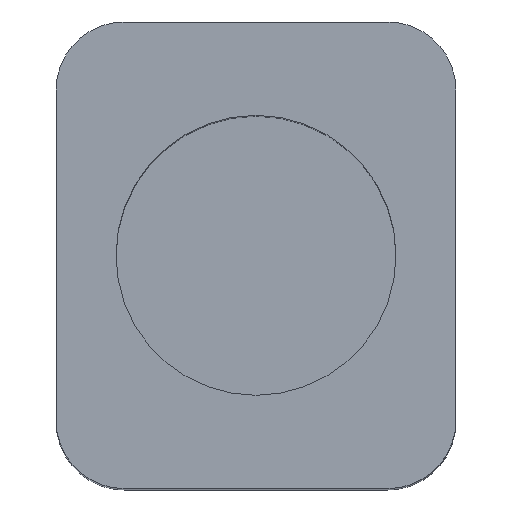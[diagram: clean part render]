
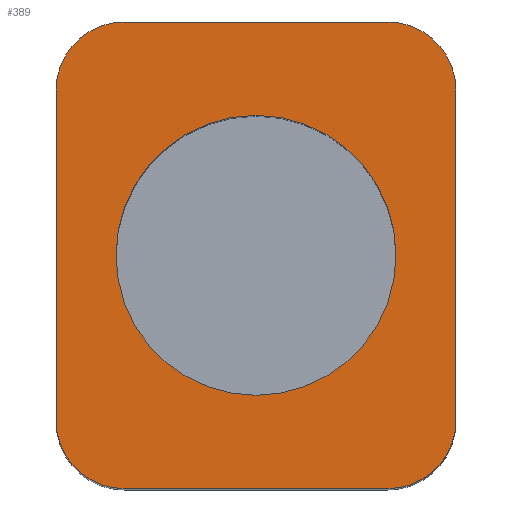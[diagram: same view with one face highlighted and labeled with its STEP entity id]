
A CAD part, top view. The second image highlights one B-rep face of the part: STEP entity #389.
In plain terms, the highlighted planar face has unit normal (0, 0, 1).
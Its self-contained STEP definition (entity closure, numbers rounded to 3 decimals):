
#3 = CIRCLE ( 'NONE', #240, 2.1 ) ;
#4 = DIRECTION ( 'NONE',  ( 1., 0., 0. ) ) ;
#8 = CARTESIAN_POINT ( 'NONE',  ( 6., 1.021, 12. ) ) ;
#13 = CARTESIAN_POINT ( 'NONE',  ( 0., 1.021, 12. ) ) ;
#17 = CARTESIAN_POINT ( 'NONE',  ( 4.979, 7., 12. ) ) ;
#21 = DIRECTION ( 'NONE',  ( 1., 0., 0. ) ) ;
#36 = VERTEX_POINT ( 'NONE', #75 ) ;
#38 = DIRECTION ( 'NONE',  ( 0., 0., 1. ) ) ;
#40 = EDGE_CURVE ( 'NONE', #261, #326, #177, .T. ) ;
#46 = LINE ( 'NONE', #185, #47 ) ;
#47 = VECTOR ( 'NONE', #314, 1000. ) ;
#48 = VECTOR ( 'NONE', #115, 1000. ) ;
#54 = CIRCLE ( 'NONE', #141, 2.1 ) ;
#55 = DIRECTION ( 'NONE',  ( 0., 0., 1. ) ) ;
#56 = EDGE_LOOP ( 'NONE', ( #297, #64 ) ) ;
#59 = CARTESIAN_POINT ( 'NONE',  ( 1.021, 5.979, 12. ) ) ;
#64 = ORIENTED_EDGE ( 'NONE', *, *, #298, .F. ) ;
#66 = AXIS2_PLACEMENT_3D ( 'NONE', #109, #249, #363 ) ;
#71 = CARTESIAN_POINT ( 'NONE',  ( 4.979, 5.979, 12. ) ) ;
#72 = AXIS2_PLACEMENT_3D ( 'NONE', #361, #174, #102 ) ;
#73 = DIRECTION ( 'NONE',  ( 0., 0., 1. ) ) ;
#75 = CARTESIAN_POINT ( 'NONE',  ( 0., 5.979, 12. ) ) ;
#77 = LINE ( 'NONE', #211, #48 ) ;
#84 = AXIS2_PLACEMENT_3D ( 'NONE', #59, #127, #356 ) ;
#86 = LINE ( 'NONE', #399, #133 ) ;
#89 = EDGE_CURVE ( 'NONE', #205, #192, #391, .T. ) ;
#94 = EDGE_CURVE ( 'NONE', #259, #261, #119, .T. ) ;
#97 = ORIENTED_EDGE ( 'NONE', *, *, #94, .T. ) ;
#100 = ORIENTED_EDGE ( 'NONE', *, *, #89, .T. ) ;
#102 = DIRECTION ( 'NONE',  ( -1., 0., 0. ) ) ;
#106 = EDGE_CURVE ( 'NONE', #226, #284, #54, .T. ) ;
#109 = CARTESIAN_POINT ( 'NONE',  ( 1.021, 1.021, 12. ) ) ;
#112 = CIRCLE ( 'NONE', #269, 1.021 ) ;
#115 = DIRECTION ( 'NONE',  ( 0., -1., 0. ) ) ;
#119 = CIRCLE ( 'NONE', #189, 1.021 ) ;
#127 = DIRECTION ( 'NONE',  ( 0., 0., 1. ) ) ;
#133 = VECTOR ( 'NONE', #21, 1000. ) ;
#138 = DIRECTION ( 'NONE',  ( -1., 0., 0. ) ) ;
#141 = AXIS2_PLACEMENT_3D ( 'NONE', #331, #38, #299 ) ;
#145 = CARTESIAN_POINT ( 'NONE',  ( 1.021, 7., 12. ) ) ;
#148 = VECTOR ( 'NONE', #138, 1000. ) ;
#150 = PLANE ( 'NONE',  #66 ) ;
#151 = CARTESIAN_POINT ( 'NONE',  ( 5.1, 3.5, 12. ) ) ;
#160 = VERTEX_POINT ( 'NONE', #278 ) ;
#167 = EDGE_CURVE ( 'NONE', #160, #205, #86, .T. ) ;
#174 = DIRECTION ( 'NONE',  ( 0., 0., 1. ) ) ;
#177 = LINE ( 'NONE', #145, #148 ) ;
#182 = CARTESIAN_POINT ( 'NONE',  ( 6., 5.979, 12. ) ) ;
#185 = CARTESIAN_POINT ( 'NONE',  ( 6., 1.021, 12. ) ) ;
#187 = FACE_OUTER_BOUND ( 'NONE', #352, .T. ) ;
#189 = AXIS2_PLACEMENT_3D ( 'NONE', #71, #73, #208 ) ;
#190 = CARTESIAN_POINT ( 'NONE',  ( 0.9, 3.5, 12. ) ) ;
#192 = VERTEX_POINT ( 'NONE', #8 ) ;
#205 = VERTEX_POINT ( 'NONE', #370 ) ;
#208 = DIRECTION ( 'NONE',  ( 1., 0., 0. ) ) ;
#210 = CIRCLE ( 'NONE', #84, 1.021 ) ;
#211 = CARTESIAN_POINT ( 'NONE',  ( 0., 1.021, 12. ) ) ;
#221 = CARTESIAN_POINT ( 'NONE',  ( 1.021, 1.021, 12. ) ) ;
#222 = EDGE_CURVE ( 'NONE', #192, #259, #46, .T. ) ;
#225 = ORIENTED_EDGE ( 'NONE', *, *, #400, .T. ) ;
#226 = VERTEX_POINT ( 'NONE', #151 ) ;
#227 = ORIENTED_EDGE ( 'NONE', *, *, #274, .T. ) ;
#240 = AXIS2_PLACEMENT_3D ( 'NONE', #302, #329, #4 ) ;
#249 = DIRECTION ( 'NONE',  ( 0., 0., -1. ) ) ;
#257 = ORIENTED_EDGE ( 'NONE', *, *, #167, .T. ) ;
#259 = VERTEX_POINT ( 'NONE', #182 ) ;
#261 = VERTEX_POINT ( 'NONE', #17 ) ;
#269 = AXIS2_PLACEMENT_3D ( 'NONE', #221, #55, #348 ) ;
#274 = EDGE_CURVE ( 'NONE', #379, #160, #112, .T. ) ;
#278 = CARTESIAN_POINT ( 'NONE',  ( 1.021, 0., 12. ) ) ;
#284 = VERTEX_POINT ( 'NONE', #190 ) ;
#286 = EDGE_CURVE ( 'NONE', #326, #36, #210, .T. ) ;
#297 = ORIENTED_EDGE ( 'NONE', *, *, #106, .F. ) ;
#298 = EDGE_CURVE ( 'NONE', #284, #226, #3, .T. ) ;
#299 = DIRECTION ( 'NONE',  ( 1., 0., 0. ) ) ;
#302 = CARTESIAN_POINT ( 'NONE',  ( 3., 3.5, 12. ) ) ;
#310 = FACE_BOUND ( 'NONE', #56, .T. ) ;
#314 = DIRECTION ( 'NONE',  ( 0., 1., 0. ) ) ;
#322 = ORIENTED_EDGE ( 'NONE', *, *, #286, .T. ) ;
#326 = VERTEX_POINT ( 'NONE', #343 ) ;
#329 = DIRECTION ( 'NONE',  ( 0., 0., 1. ) ) ;
#331 = CARTESIAN_POINT ( 'NONE',  ( 3., 3.5, 12. ) ) ;
#343 = CARTESIAN_POINT ( 'NONE',  ( 1.021, 7., 12. ) ) ;
#348 = DIRECTION ( 'NONE',  ( -1., 0., 0. ) ) ;
#352 = EDGE_LOOP ( 'NONE', ( #227, #257, #100, #384, #97, #422, #322, #225 ) ) ;
#356 = DIRECTION ( 'NONE',  ( -1., 0., 0. ) ) ;
#361 = CARTESIAN_POINT ( 'NONE',  ( 4.979, 1.021, 12. ) ) ;
#363 = DIRECTION ( 'NONE',  ( -1., 0., 0. ) ) ;
#370 = CARTESIAN_POINT ( 'NONE',  ( 4.979, 0., 12. ) ) ;
#379 = VERTEX_POINT ( 'NONE', #13 ) ;
#384 = ORIENTED_EDGE ( 'NONE', *, *, #222, .T. ) ;
#389 = ADVANCED_FACE ( 'NONE', ( #310, #187 ), #150, .F. ) ;
#391 = CIRCLE ( 'NONE', #72, 1.021 ) ;
#399 = CARTESIAN_POINT ( 'NONE',  ( 1.021, 0., 12. ) ) ;
#400 = EDGE_CURVE ( 'NONE', #36, #379, #77, .T. ) ;
#422 = ORIENTED_EDGE ( 'NONE', *, *, #40, .T. ) ;
